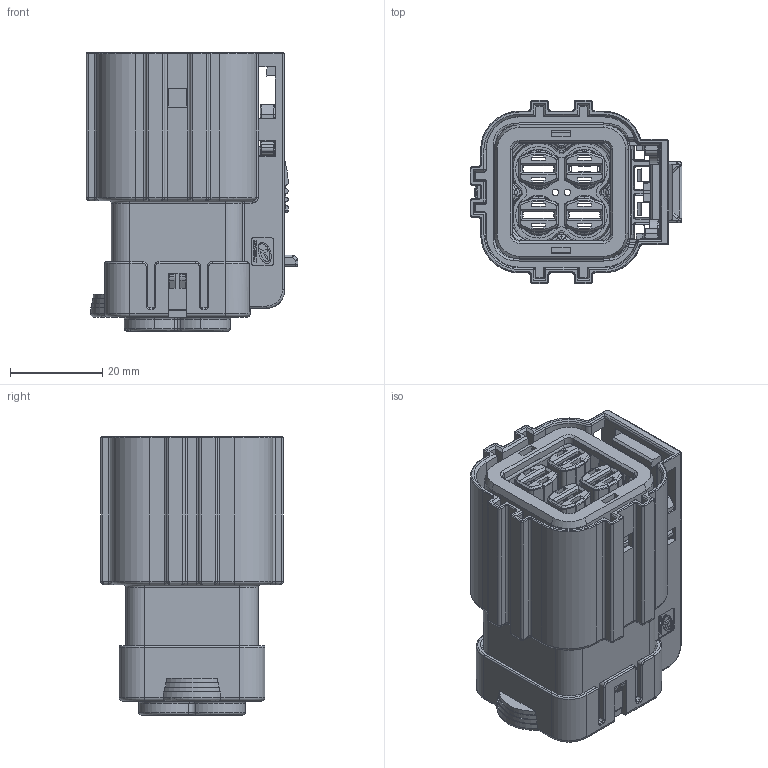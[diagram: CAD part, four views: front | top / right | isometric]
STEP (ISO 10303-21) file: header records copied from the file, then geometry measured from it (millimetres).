
FILE_DESCRIPTION (( 'STEP AP203' ), '1' );
FILE_NAME ('YGC1174-EV-S(4+2)PBB脣芛.STEP', '2019-12-10T06:14:18', ( 'yguser' ), ( 'yongguikeji' ), 'SwSTEP 2.0', 'SolidWorks 2018', '' );
FILE_SCHEMA (( 'CONFIG_CONTROL_DESIGN' ));
Products named in the file (1): YGC1174-EV-S(4+2)PBB脣芛
Bounding box: 45.9 x 39.6 x 60.2 mm (x, y, z)
Surface area: 27329.1 mm2 (no closed solid volume)
Topology: 0 solids, 39 shells, 2007 faces, 6623 edges, 4488 vertices
Faces by surface type: plane 949, cylinder 515, torus 264, bspline 182, cone 83, sphere 14
Entity records: 84013 total; most frequent: CARTESIAN_POINT 28229, DIRECTION 11238, ORIENTED_EDGE 10741, EDGE_CURVE 6592, VERTEX_POINT 4488, LINE 4472, VECTOR 4472, AXIS2_PLACEMENT_3D 3383
